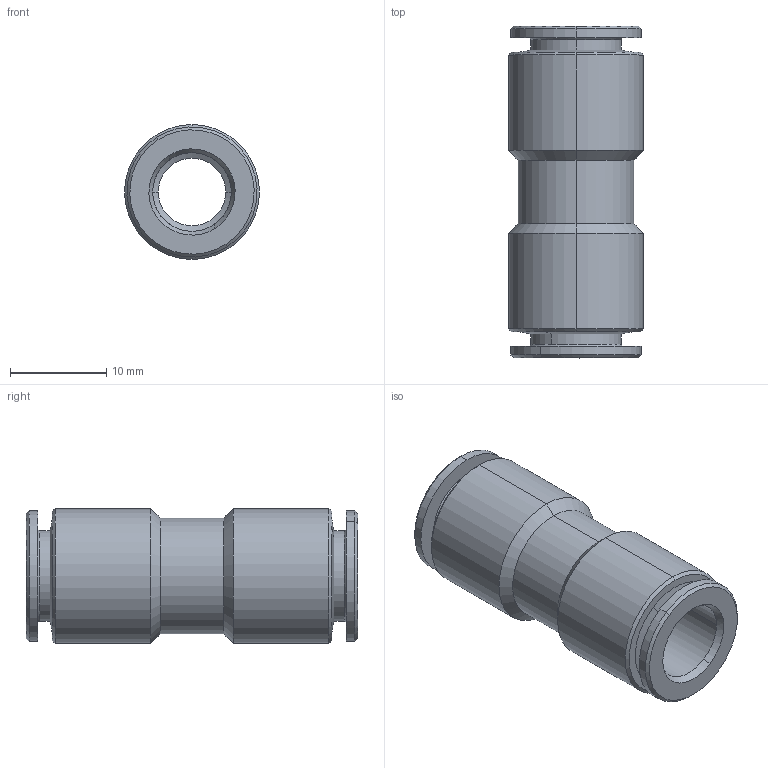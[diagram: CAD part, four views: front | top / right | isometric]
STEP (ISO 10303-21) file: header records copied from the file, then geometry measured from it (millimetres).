
FILE_DESCRIPTION(( 'MA.26.08.00.STEP' ), '1');
FILE_NAME( 'MA.26.08.00.STEP', '2018-10-01T13:36:37',( 'Sopra'),('sopra-pneumatic.com'), 'SwSTEP 2.0','SolidWorks 2009','' );
FILE_SCHEMA (( 'CONFIG_CONTROL_DESIGN' ));
Length unit declared in the file: millimetre
Products named in the file (1): A0160040
Bounding box: 14 x 34.4 x 14 mm (x, y, z)
Volume: 2926.2 mm3; surface area: 2778.8 mm2
Topology: 1 solids, 1 shells, 54 faces, 116 edges, 68 vertices
Faces by surface type: cone 28, cylinder 20, plane 6
Entity records: 1545 total; most frequent: DIRECTION 294, CARTESIAN_POINT 239, ORIENTED_EDGE 232, AXIS2_PLACEMENT_3D 123, EDGE_CURVE 116, VERTEX_POINT 68, CIRCLE 68, EDGE_LOOP 60
